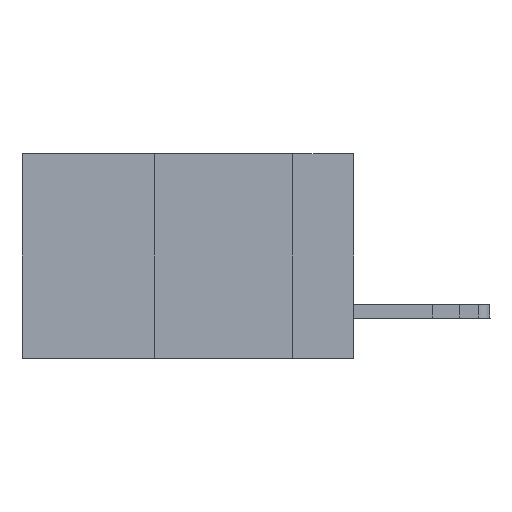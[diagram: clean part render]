
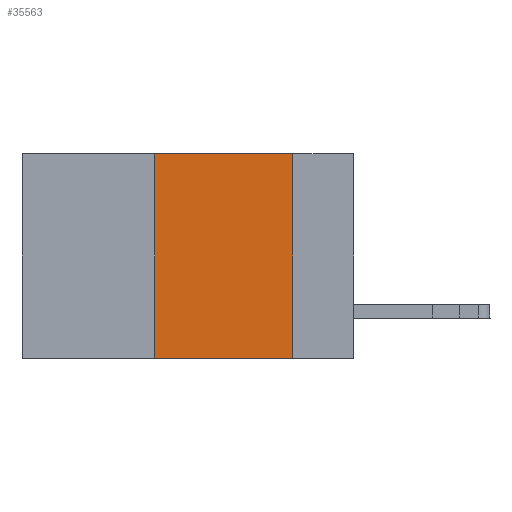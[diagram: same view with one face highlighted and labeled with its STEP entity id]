
A CAD part, left-side view. The second image highlights one B-rep face of the part: STEP entity #35563.
In plain terms, the highlighted planar face has unit normal (-1, 0, 0).
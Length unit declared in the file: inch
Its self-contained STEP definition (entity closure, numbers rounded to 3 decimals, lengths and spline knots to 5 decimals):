
#3048 = AXIS2_PLACEMENT_3D ( 'NONE', #32136, #31901, #20882 ) ;
#3175 = EDGE_CURVE ( 'NONE', #22267, #34714, #15249, .T. ) ;
#3879 = CARTESIAN_POINT ( 'NONE',  ( 0., 0.36, 0. ) ) ;
#5142 = ORIENTED_EDGE ( 'NONE', *, *, #3175, .T. ) ;
#5749 = CARTESIAN_POINT ( 'NONE',  ( 0., 0.6, 0. ) ) ;
#5805 = LINE ( 'NONE', #26661, #23230 ) ;
#7479 = DIRECTION ( 'NONE',  ( 0., 0., 1. ) ) ;
#8901 = ORIENTED_EDGE ( 'NONE', *, *, #9025, .F. ) ;
#9025 = EDGE_CURVE ( 'NONE', #22267, #15677, #5805, .T. ) ;
#9781 = ORIENTED_EDGE ( 'NONE', *, *, #11062, .F. ) ;
#10854 = DIRECTION ( 'NONE',  ( 0., -1., 0. ) ) ;
#11062 = EDGE_CURVE ( 'NONE', #15677, #20554, #18777, .T. ) ;
#12783 = CARTESIAN_POINT ( 'NONE',  ( 0., 0.11, 0. ) ) ;
#15249 = LINE ( 'NONE', #27475, #28281 ) ;
#15677 = VERTEX_POINT ( 'NONE', #3879 ) ;
#16308 = DIRECTION ( 'NONE',  ( 0., 0., -1. ) ) ;
#16416 = CARTESIAN_POINT ( 'NONE',  ( 0., 0.11, -0.37 ) ) ;
#18080 = EDGE_LOOP ( 'NONE', ( #22868, #9781, #8901, #5142 ) ) ;
#18777 = LINE ( 'NONE', #5749, #24016 ) ;
#20554 = VERTEX_POINT ( 'NONE', #29445 ) ;
#20882 = DIRECTION ( 'NONE',  ( 0., 0., -1. ) ) ;
#21373 = PLANE ( 'NONE',  #3048 ) ;
#22267 = VERTEX_POINT ( 'NONE', #27967 ) ;
#22559 = VECTOR ( 'NONE', #16308, 39.37008 ) ;
#22868 = ORIENTED_EDGE ( 'NONE', *, *, #23470, .F. ) ;
#23230 = VECTOR ( 'NONE', #7479, 39.37008 ) ;
#23470 = EDGE_CURVE ( 'NONE', #20554, #34714, #27708, .T. ) ;
#24016 = VECTOR ( 'NONE', #27959, 39.37008 ) ;
#26661 = CARTESIAN_POINT ( 'NONE',  ( 0., 0.36, 0. ) ) ;
#27475 = CARTESIAN_POINT ( 'NONE',  ( 0., 0.6, -0.37 ) ) ;
#27708 = LINE ( 'NONE', #12783, #22559 ) ;
#27959 = DIRECTION ( 'NONE',  ( 0., -1., 0. ) ) ;
#27967 = CARTESIAN_POINT ( 'NONE',  ( 0., 0.36, -0.37 ) ) ;
#28281 = VECTOR ( 'NONE', #10854, 39.37008 ) ;
#29445 = CARTESIAN_POINT ( 'NONE',  ( 0., 0.11, 0. ) ) ;
#31901 = DIRECTION ( 'NONE',  ( 1., 0., 0. ) ) ;
#32136 = CARTESIAN_POINT ( 'NONE',  ( 0., 0.6, 0. ) ) ;
#33349 = FACE_OUTER_BOUND ( 'NONE', #18080, .T. ) ;
#34714 = VERTEX_POINT ( 'NONE', #16416 ) ;
#35563 = ADVANCED_FACE ( 'NONE', ( #33349 ), #21373, .F. ) ;
